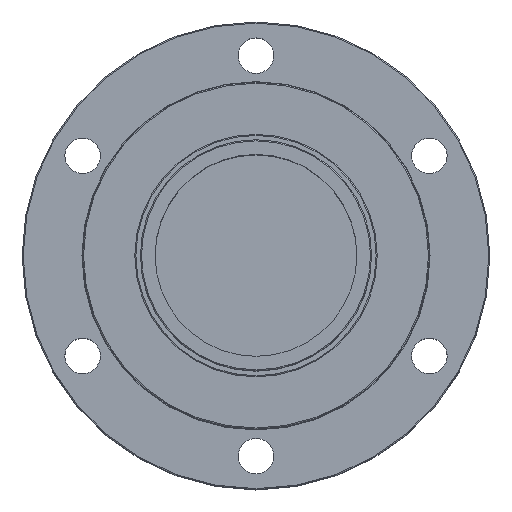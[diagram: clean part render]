
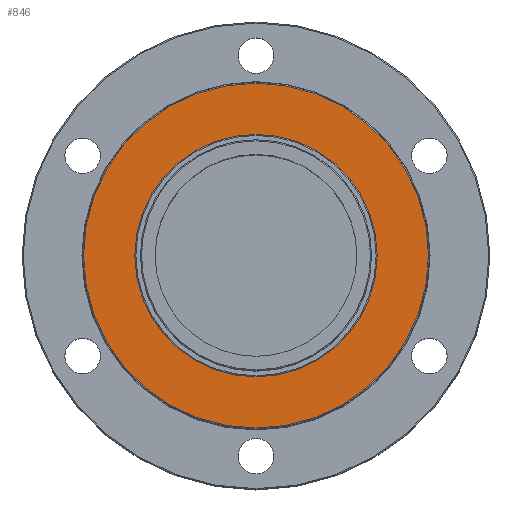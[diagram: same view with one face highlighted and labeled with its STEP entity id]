
A CAD part, top view. The second image highlights one B-rep face of the part: STEP entity #846.
In plain terms, the highlighted planar face has unit normal (0, 0, 1).
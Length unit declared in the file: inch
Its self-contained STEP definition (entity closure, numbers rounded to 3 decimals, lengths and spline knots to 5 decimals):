
#11 = CARTESIAN_POINT ( 'NONE',  ( -1.135, 0., -1.3 ) ) ;
#33 = CARTESIAN_POINT ( 'NONE',  ( 1.135, 0., -1.3 ) ) ;
#36 = CARTESIAN_POINT ( 'NONE',  ( -1.615, 0., -1.3 ) ) ;
#37 = CARTESIAN_POINT ( 'NONE',  ( 1.615, 0., -1.3 ) ) ;
#160 = VERTEX_POINT ( 'NONE', #33 ) ;
#161 = VERTEX_POINT ( 'NONE', #11 ) ;
#164 = VERTEX_POINT ( 'NONE', #37 ) ;
#165 = VERTEX_POINT ( 'NONE', #36 ) ;
#280 = EDGE_LOOP ( 'NONE', ( #955, #956 ) ) ;
#304 = EDGE_LOOP ( 'NONE', ( #957, #958 ) ) ;
#622 = EDGE_CURVE ( 'NONE', #160, #161, #1959, .T. ) ;
#626 = EDGE_CURVE ( 'NONE', #164, #165, #1964, .T. ) ;
#699 = EDGE_CURVE ( 'NONE', #165, #164, #2054, .T. ) ;
#700 = EDGE_CURVE ( 'NONE', #161, #160, #2055, .T. ) ;
#798 = AXIS2_PLACEMENT_3D ( 'NONE', #1590, #1591, #1592 ) ;
#802 = AXIS2_PLACEMENT_3D ( 'NONE', #1602, #1603, #1604 ) ;
#846 = ADVANCED_FACE ( 'NONE', ( #2350, #2343 ), #2657, .F. ) ;
#955 = ORIENTED_EDGE ( 'NONE', *, *, #699, .T. ) ;
#956 = ORIENTED_EDGE ( 'NONE', *, *, #626, .T. ) ;
#957 = ORIENTED_EDGE ( 'NONE', *, *, #700, .T. ) ;
#958 = ORIENTED_EDGE ( 'NONE', *, *, #622, .T. ) ;
#1590 = CARTESIAN_POINT ( 'NONE',  ( 0., 0., -1.3 ) ) ;
#1591 = DIRECTION ( 'NONE',  ( 0., 0., -1. ) ) ;
#1592 = DIRECTION ( 'NONE',  ( -1., 0., 0. ) ) ;
#1602 = CARTESIAN_POINT ( 'NONE',  ( 0., 0., -1.3 ) ) ;
#1603 = DIRECTION ( 'NONE',  ( 0., 0., 1. ) ) ;
#1604 = DIRECTION ( 'NONE',  ( -1., 0., 0. ) ) ;
#1811 = CARTESIAN_POINT ( 'NONE',  ( 0., 0., -1.3 ) ) ;
#1814 = CARTESIAN_POINT ( 'NONE',  ( 0., 0., -1.3 ) ) ;
#1818 = DIRECTION ( 'NONE',  ( 0., 0., 1. ) ) ;
#1819 = DIRECTION ( 'NONE',  ( -1., 0., 0. ) ) ;
#1821 = DIRECTION ( 'NONE',  ( 0., 0., -1. ) ) ;
#1822 = DIRECTION ( 'NONE',  ( -1., 0., 0. ) ) ;
#1959 = CIRCLE ( 'NONE', #798, 1.135 ) ;
#1964 = CIRCLE ( 'NONE', #802, 1.615 ) ;
#2054 = CIRCLE ( 'NONE', #2108, 1.615 ) ;
#2055 = CIRCLE ( 'NONE', #2109, 1.135 ) ;
#2108 = AXIS2_PLACEMENT_3D ( 'NONE', #1811, #1818, #1819 ) ;
#2109 = AXIS2_PLACEMENT_3D ( 'NONE', #1814, #1821, #1822 ) ;
#2171 = AXIS2_PLACEMENT_3D ( 'NONE', #2658, #2666, #2667 ) ;
#2343 = FACE_BOUND ( 'NONE', #304, .T. ) ;
#2350 = FACE_OUTER_BOUND ( 'NONE', #280, .T. ) ;
#2657 = PLANE ( 'NONE',  #2171 ) ;
#2658 = CARTESIAN_POINT ( 'NONE',  ( 0., 0., -1.3 ) ) ;
#2666 = DIRECTION ( 'NONE',  ( 0., 0., -1. ) ) ;
#2667 = DIRECTION ( 'NONE',  ( -1., 0., 0. ) ) ;
